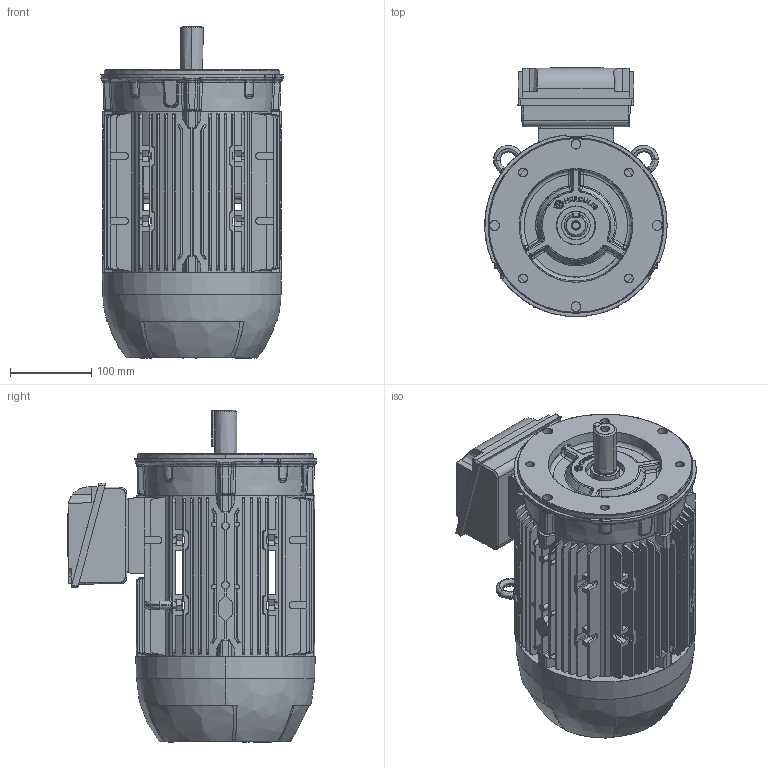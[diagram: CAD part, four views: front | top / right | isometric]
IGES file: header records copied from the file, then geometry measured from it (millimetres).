
Start section: SolidWorks IGES file using analytic representation for surfaces
Global section: file name: 112S_SP_FC_TOP.igs; native system: SolidWorks 2020; preprocessor: SolidWorks 2020; author: klemz; date: 220629.083916; units: millimetre
Bounding box: 224.27 x 306.92 x 408.5 mm (x, y, z)
Surface area: 683155.6 mm2 (no closed solid volume)
Topology: 0 solids, 0 shells, 1862 faces, 20009 edges, 19993 vertices
Faces by surface type: bspline 1257, revolution 605
